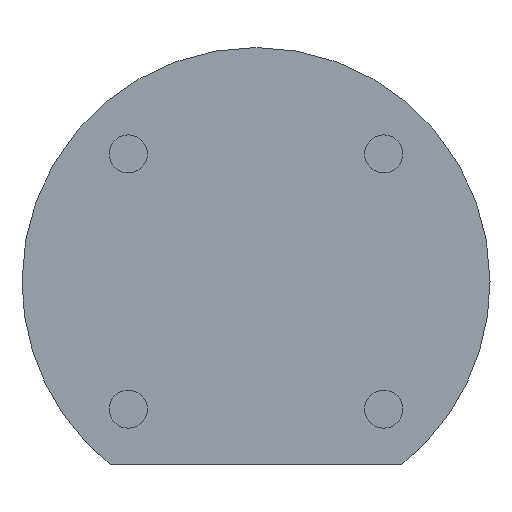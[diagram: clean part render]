
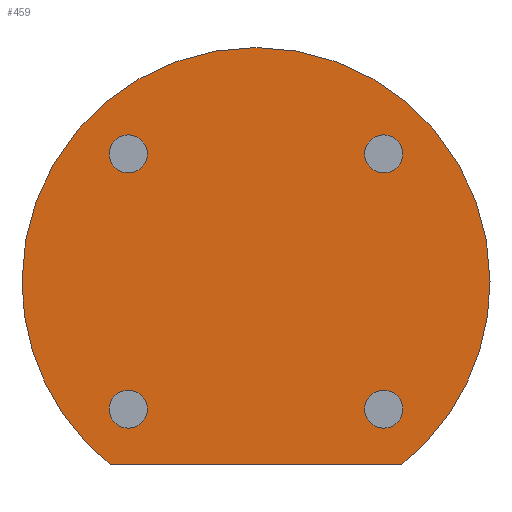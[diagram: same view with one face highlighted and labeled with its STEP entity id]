
A CAD part, front view. The second image highlights one B-rep face of the part: STEP entity #459.
In plain terms, the highlighted planar face has unit normal (0, -1, 0).
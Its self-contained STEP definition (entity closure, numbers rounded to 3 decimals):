
#2 = DIRECTION ( 'NONE',  ( 0., -1., 0. ) ) ;
#4 = ORIENTED_EDGE ( 'NONE', *, *, #271, .F. ) ;
#25 = DIRECTION ( 'NONE',  ( 0., 0., 1. ) ) ;
#44 = EDGE_CURVE ( '��������1_6+��������1_5+��������1', #276, #143, #604, .T. ) ;
#46 = ORIENTED_EDGE ( 'NONE', *, *, #206, .F. ) ;
#48 = DIRECTION ( 'NONE',  ( 0., 0., 1. ) ) ;
#60 = LINE ( 'NONE', #250, #382 ) ;
#63 = DIRECTION ( 'NONE',  ( 1., 0., 0. ) ) ;
#69 = EDGE_LOOP ( 'NONE', ( #233, #352 ) ) ;
#70 = CARTESIAN_POINT ( 'NONE',  ( -2.915, 0., -3.655 ) ) ;
#72 = AXIS2_PLACEMENT_3D ( 'NONE', #242, #475, #187 ) ;
#74 = CARTESIAN_POINT ( 'NONE',  ( -2.93, 0., 2.55 ) ) ;
#76 = FACE_OUTER_BOUND ( 'NONE', #168, .T. ) ;
#91 = DIRECTION ( 'NONE',  ( 0., 1., 0. ) ) ;
#96 = CARTESIAN_POINT ( 'NONE',  ( 0., 0., 0. ) ) ;
#98 = DIRECTION ( 'NONE',  ( 1., 0., 0. ) ) ;
#109 = DIRECTION ( 'NONE',  ( 0., -1., 0. ) ) ;
#113 = VERTEX_POINT ( 'NONE', #519 ) ;
#117 = DIRECTION ( 'NONE',  ( 0., 0., 1. ) ) ;
#120 = DIRECTION ( 'NONE',  ( 0., 1., 0. ) ) ;
#122 = EDGE_CURVE ( '��������1_8+��������1_5+��������', #311, #270, #516, .T. ) ;
#123 = DIRECTION ( 'NONE',  ( 0., 0., 1. ) ) ;
#131 = CIRCLE ( 'NONE', #506, 4.675 ) ;
#133 = VERTEX_POINT ( 'NONE', #418 ) ;
#139 = ORIENTED_EDGE ( 'NONE', *, *, #435, .F. ) ;
#143 = VERTEX_POINT ( 'NONE', #145 ) ;
#145 = CARTESIAN_POINT ( 'NONE',  ( 2.17, 0., -2.55 ) ) ;
#148 = CARTESIAN_POINT ( 'NONE',  ( -2.55, 0., 2.55 ) ) ;
#150 = EDGE_CURVE ( '��������1_2+��������1_5+��������1', #482, #133, #437, .T. ) ;
#152 = CARTESIAN_POINT ( 'NONE',  ( -2.55, 0., 2.55 ) ) ;
#163 = CARTESIAN_POINT ( 'NONE',  ( 0., 0., 0. ) ) ;
#167 = FACE_BOUND ( 'NONE', #275, .T. ) ;
#168 = EDGE_LOOP ( 'NONE', ( #607, #46, #202, #573 ) ) ;
#179 = FACE_BOUND ( 'NONE', #464, .T. ) ;
#181 = VERTEX_POINT ( 'NONE', #247 ) ;
#187 = DIRECTION ( 'NONE',  ( 1., 0., 0. ) ) ;
#191 = VERTEX_POINT ( 'NONE', #199 ) ;
#199 = CARTESIAN_POINT ( 'NONE',  ( 2.17, 0., 2.55 ) ) ;
#201 = AXIS2_PLACEMENT_3D ( 'NONE', #292, #109, #438 ) ;
#202 = ORIENTED_EDGE ( 'NONE', *, *, #150, .F. ) ;
#206 = EDGE_CURVE ( '��������1_3+��������1_5+��������', #133, #297, #60, .T. ) ;
#223 = VERTEX_POINT ( 'NONE', #538 ) ;
#224 = EDGE_CURVE ( '��������1_2+��������1_5+��������1', #223, #482, #535, .T. ) ;
#227 = CIRCLE ( 'NONE', #294, 0.38 ) ;
#233 = ORIENTED_EDGE ( 'NONE', *, *, #556, .T. ) ;
#240 = CARTESIAN_POINT ( 'NONE',  ( 2.55, 0., -2.55 ) ) ;
#242 = CARTESIAN_POINT ( 'NONE',  ( 0., 0., 0. ) ) ;
#243 = EDGE_CURVE ( '��������1_6+��������1_5+��������1', #143, #276, #399, .T. ) ;
#245 = ORIENTED_EDGE ( 'NONE', *, *, #243, .F. ) ;
#247 = CARTESIAN_POINT ( 'NONE',  ( -2.93, 0., -2.55 ) ) ;
#250 = CARTESIAN_POINT ( 'NONE',  ( -2.915, 0., -3.655 ) ) ;
#251 = CARTESIAN_POINT ( 'NONE',  ( -2.17, 0., 2.55 ) ) ;
#262 = AXIS2_PLACEMENT_3D ( 'NONE', #337, #387, #592 ) ;
#270 = VERTEX_POINT ( 'NONE', #251 ) ;
#271 = EDGE_CURVE ( '��������1_10+��������1_5+��������', #308, #191, #351, .T. ) ;
#272 = EDGE_CURVE ( '��������1_5+��������1_0+��������', #181, #113, #227, .T. ) ;
#275 = EDGE_LOOP ( 'NONE', ( #4, #331 ) ) ;
#276 = VERTEX_POINT ( 'NONE', #289 ) ;
#281 = CARTESIAN_POINT ( 'NONE',  ( 4.675, 0., 0. ) ) ;
#285 = EDGE_LOOP ( 'NONE', ( #357, #245 ) ) ;
#289 = CARTESIAN_POINT ( 'NONE',  ( 2.93, 0., -2.55 ) ) ;
#292 = CARTESIAN_POINT ( 'NONE',  ( 2.55, 0., -2.55 ) ) ;
#294 = AXIS2_PLACEMENT_3D ( 'NONE', #385, #120, #123 ) ;
#297 = VERTEX_POINT ( 'NONE', #70 ) ;
#301 = CARTESIAN_POINT ( 'NONE',  ( 0., 0., 0. ) ) ;
#305 = EDGE_CURVE ( '��������1_10+��������1_5+��������', #191, #308, #473, .T. ) ;
#308 = VERTEX_POINT ( 'NONE', #396 ) ;
#311 = VERTEX_POINT ( 'NONE', #74 ) ;
#323 = AXIS2_PLACEMENT_3D ( 'NONE', #148, #479, #575 ) ;
#325 = AXIS2_PLACEMENT_3D ( 'NONE', #163, #485, #532 ) ;
#331 = ORIENTED_EDGE ( 'NONE', *, *, #305, .F. ) ;
#337 = CARTESIAN_POINT ( 'NONE',  ( 2.55, 0., 2.55 ) ) ;
#345 = CARTESIAN_POINT ( 'NONE',  ( 2.55, 0., 2.55 ) ) ;
#351 = CIRCLE ( 'NONE', #262, 0.38 ) ;
#352 = ORIENTED_EDGE ( 'NONE', *, *, #272, .T. ) ;
#354 = FACE_BOUND ( 'NONE', #285, .T. ) ;
#357 = ORIENTED_EDGE ( 'NONE', *, *, #44, .F. ) ;
#373 = DIRECTION ( 'NONE',  ( -1., 0., 0. ) ) ;
#382 = VECTOR ( 'NONE', #373, 1000. ) ;
#383 = CARTESIAN_POINT ( 'NONE',  ( -2.55, 0., -2.55 ) ) ;
#385 = CARTESIAN_POINT ( 'NONE',  ( -2.55, 0., -2.55 ) ) ;
#387 = DIRECTION ( 'NONE',  ( 0., -1., 0. ) ) ;
#388 = DIRECTION ( 'NONE',  ( 0., 1., 0. ) ) ;
#396 = CARTESIAN_POINT ( 'NONE',  ( 2.93, 0., 2.55 ) ) ;
#399 = CIRCLE ( 'NONE', #201, 0.38 ) ;
#401 = ORIENTED_EDGE ( 'NONE', *, *, #122, .F. ) ;
#418 = CARTESIAN_POINT ( 'NONE',  ( 2.915, 0., -3.655 ) ) ;
#431 = PLANE ( 'NONE',  #72 ) ;
#435 = EDGE_CURVE ( '��������1_8+��������1_5+��������', #270, #311, #613, .T. ) ;
#437 = CIRCLE ( 'NONE', #545, 4.675 ) ;
#438 = DIRECTION ( 'NONE',  ( 0., 0., 1. ) ) ;
#445 = DIRECTION ( 'NONE',  ( 0., -1., 0. ) ) ;
#446 = AXIS2_PLACEMENT_3D ( 'NONE', #152, #470, #480 ) ;
#459 = ADVANCED_FACE ( 'NONE', ( #564, #167, #179, #354, #76 ), #431, .F. ) ;
#464 = EDGE_LOOP ( 'NONE', ( #139, #401 ) ) ;
#470 = DIRECTION ( 'NONE',  ( 0., -1., 0. ) ) ;
#473 = CIRCLE ( 'NONE', #489, 0.38 ) ;
#475 = DIRECTION ( 'NONE',  ( 0., 1., 0. ) ) ;
#479 = DIRECTION ( 'NONE',  ( 0., -1., 0. ) ) ;
#480 = DIRECTION ( 'NONE',  ( 0., 0., 1. ) ) ;
#482 = VERTEX_POINT ( 'NONE', #281 ) ;
#485 = DIRECTION ( 'NONE',  ( 0., 1., 0. ) ) ;
#489 = AXIS2_PLACEMENT_3D ( 'NONE', #345, #445, #25 ) ;
#496 = DIRECTION ( 'NONE',  ( 0., 1., 0. ) ) ;
#506 = AXIS2_PLACEMENT_3D ( 'NONE', #301, #496, #63 ) ;
#516 = CIRCLE ( 'NONE', #446, 0.38 ) ;
#519 = CARTESIAN_POINT ( 'NONE',  ( -2.17, 0., -2.55 ) ) ;
#532 = DIRECTION ( 'NONE',  ( 1., 0., 0. ) ) ;
#535 = CIRCLE ( 'NONE', #325, 4.675 ) ;
#538 = CARTESIAN_POINT ( 'NONE',  ( -4.675, 0., 0. ) ) ;
#542 = AXIS2_PLACEMENT_3D ( 'NONE', #383, #388, #117 ) ;
#545 = AXIS2_PLACEMENT_3D ( 'NONE', #96, #91, #98 ) ;
#556 = EDGE_CURVE ( '��������1_5+��������1_0+��������', #113, #181, #594, .T. ) ;
#563 = EDGE_CURVE ( '��������1_2+��������1_5+��������1', #297, #223, #131, .T. ) ;
#564 = FACE_BOUND ( 'NONE', #69, .T. ) ;
#573 = ORIENTED_EDGE ( 'NONE', *, *, #224, .F. ) ;
#575 = DIRECTION ( 'NONE',  ( 0., 0., 1. ) ) ;
#592 = DIRECTION ( 'NONE',  ( 0., 0., 1. ) ) ;
#594 = CIRCLE ( 'NONE', #542, 0.38 ) ;
#604 = CIRCLE ( 'NONE', #605, 0.38 ) ;
#605 = AXIS2_PLACEMENT_3D ( 'NONE', #240, #2, #48 ) ;
#607 = ORIENTED_EDGE ( 'NONE', *, *, #563, .F. ) ;
#613 = CIRCLE ( 'NONE', #323, 0.38 ) ;
